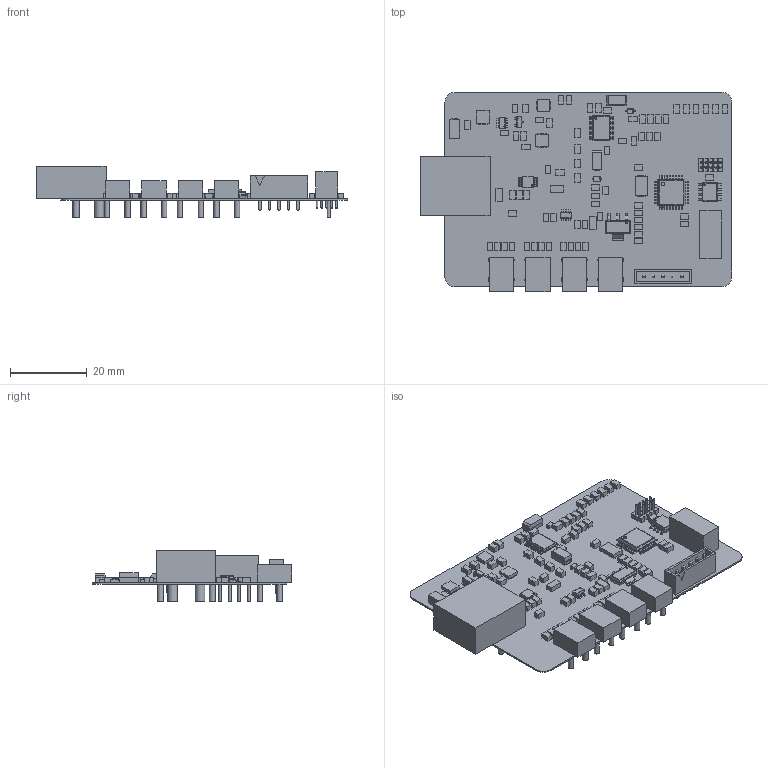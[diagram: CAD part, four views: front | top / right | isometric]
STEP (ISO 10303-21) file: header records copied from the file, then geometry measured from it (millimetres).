
FILE_DESCRIPTION(('Open CASCADE Model'),'2;1');
FILE_NAME('Open CASCADE Shape Model','2020-11-26T19:59:00',('Author'),( 'Open CASCADE'),'Open CASCADE STEP processor 6.8','Open CASCADE 6.8' ,'Unknown');
FILE_SCHEMA(('AUTOMOTIVE_DESIGN { 1 0 10303 214 1 1 1 1 }'));
Length unit declared in the file: millimetre
Products named in the file (185): PCB; Board; Open CASCADE STEP translator 6.8 2.1.1; J2; 6022068112; Body; Leads; R26; 5625907696; Extruded; R25; R24; R23; R16; R15; L5; C25; Y1; 6094890672; Pins; U3; 6022068992; PinsArrayLR; L4; 5625912416; J8; 5625882368; LeadsArray; J7; 6094893472; J6; 6094891072; C24; C18; J3; 6094893392; R22; U8; 6094893632; C44 ...
Assembly tree (267 placements, depth 4):
  PCB
    Board
      Open CASCADE STEP translator 6.8 2.1.1
    J2
      6022068112
        Body
        Leads  x4
    R26
      5625907696
        Extruded
    R25
      5625907696
        Extruded
    R24
      5625907696
        Extruded
    R23
      5625907696
        Extruded
    R16
      5625907696
        Extruded
    R15
      5625907696
        Extruded
    L5
      5625907696
        Extruded
    C25
      5625907696
        Extruded
    Y1
      6094890672
        Body
        Pins
    U3
      6022068992
        Body
        PinsArrayLR
    L4
      5625912416
        Extruded
    J8
      5625882368
        Body
        LeadsArray
    J7
      6094893472
        Body
        LeadsArray
    J6
      6094891072
        Body
        Leads  x4
    C24
      5625912416
        Extruded
    C18
      5625912416
        Extruded
Bounding box: 81.34 x 52.07 x 13.5 mm (x, y, z)
Volume: 7018.3 mm3; surface area: 15301.7 mm2
Topology: 329 solids, 329 shells, 2687 faces, 5784 edges, 3764 vertices
Faces by surface type: plane 2206, cylinder 461, cone 20
Full cylindrical faces by diameter (mm): 0.163 x1, 0.2 x2, 0.375 x1, 0.438 x1, 0.487 x1, 0.5 x10, 0.55 x1, 0.8 x16, 0.875 x1, 1.37 x64, 1.6 x2, 2.5 x2
Entity records: 61082 total; most frequent: DIRECTION 9881, CARTESIAN_POINT 9861, ORIENTED_EDGE 9214, EDGE_CURVE 4607, LINE 3877, VECTOR 3877, AXIS2_PLACEMENT_3D 3002, VERTEX_POINT 2982
